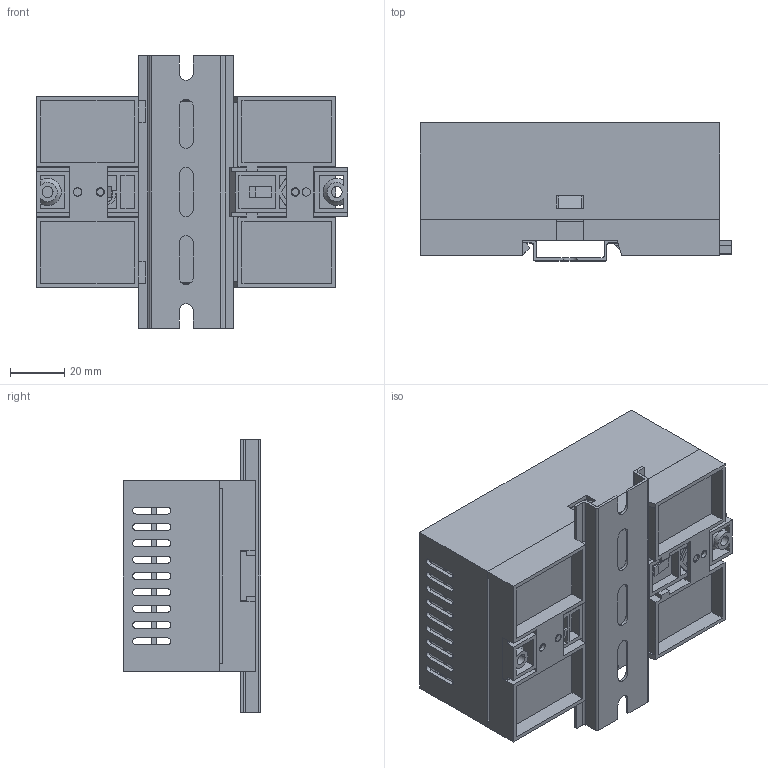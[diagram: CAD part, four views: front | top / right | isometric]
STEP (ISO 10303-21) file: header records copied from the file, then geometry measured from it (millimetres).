
FILE_DESCRIPTION (( 'STEP AP214' ), '1' );
FILE_NAME ('CECV-70.STEP', '2024-02-24T07:21:40', ( '' ), ( '' ), 'SwSTEP 2.0', 'SolidWorks 2017', '' );
FILE_SCHEMA (( 'AUTOMOTIVE_DESIGN' ));
Length unit declared in the file: millimetre
Products named in the file (10): Clip-Small; Base PCB-MDP-70-01; Base plate - MDB-70 - New; Screw-smallest; CECV-70; CECP-70; Screw-small; Rail-35; TopCover-CECC-70; Clip-Big
Assembly tree (13 placements, depth 2):
  CECV-70
    Base plate - MDB-70 - New
    Clip-Small
    Clip-Big
    Base PCB-MDP-70-01
    Screw-small  x2
    Rail-35
    Screw-smallest  x4
    TopCover-CECC-70
    CECP-70
Bounding box: 114.3 x 50.55 x 100 mm (x, y, z)
Volume: 78348.8 mm3; surface area: 110612.1 mm2
Topology: 13 solids, 13 shells, 674 faces, 1840 edges, 1198 vertices
Faces by surface type: plane 453, cylinder 143, cone 40, torus 22, bspline 16
Entity records: 18654 total; most frequent: CARTESIAN_POINT 3462, ORIENTED_EDGE 3140, DIRECTION 2944, EDGE_CURVE 1570, VECTOR 1234, LINE 1234, VERTEX_POINT 1031, AXIS2_PLACEMENT_3D 855
